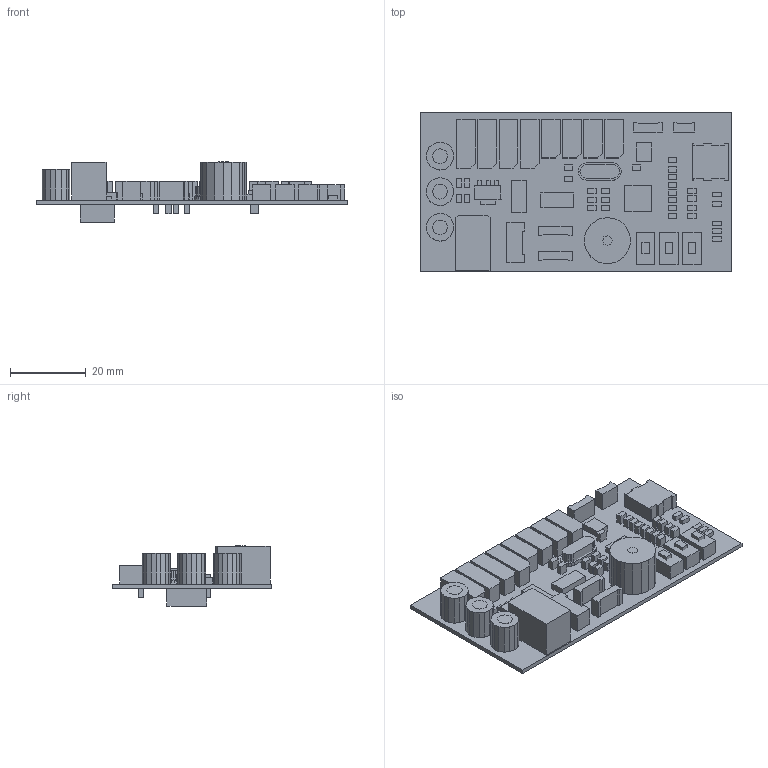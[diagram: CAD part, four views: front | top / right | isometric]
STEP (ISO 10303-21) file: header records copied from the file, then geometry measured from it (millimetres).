
FILE_DESCRIPTION(('Open CASCADE Model'),'2;1');
FILE_NAME('Open CASCADE Shape Model','2014-03-29T16:47:02',('Author'),( 'Open CASCADE'),'Open CASCADE STEP processor 6.2','Open CASCADE 6.2' ,'Unknown');
FILE_SCHEMA(('AUTOMOTIVE_DESIGN { 1 0 10303 214 1 1 1 1 }'));
Length unit declared in the file: millimetre
Products named in the file (126): PCB; Board; Buzzer; 585206432; Extruded; 585206560; C1; 585201696; C2; C3; C4; C5; 585201952; C6; 585204384; 585204512; C7; C8; C9; C10; C11; C12; C13; D3; 585202976; D5; D7; 585203104; D8; 585203232; D9; 585203488; F1; F2; J-PWR1; 585204256; J-USB; 585205152; P1; 585205408 ...
Assembly tree (171 placements, depth 4):
  PCB
    Board
    Buzzer
      585206432
        Extruded
      585206560
        Extruded
    C1
      585201696
        Extruded
    C2
      585201696
        Extruded
    C3
      585201696
        Extruded
    C4
      585201696
        Extruded
    C5
      585201952
        Extruded
    C6
      585204384
        Extruded
      585204512
        Extruded
    C7
      585201952
        Extruded
    C8
      585204384
        Extruded
      585204512
        Extruded
    C9
      585201952
        Extruded
    C10
      585204384
        Extruded
      585204512
        Extruded
    C11
      585201696
        Extruded
    C12
      585201696
        Extruded
    C13
      585201696
        Extruded
    D3
      585202976
        Extruded
    D5
      585202976
        Extruded
    D7
      585203104
Bounding box: 82 x 42 x 15.92 mm (x, y, z)
Volume: 12577.3 mm3; surface area: 15885.3 mm2
Topology: 77 solids, 77 shells, 644 faces, 1470 edges, 980 vertices
Faces by surface type: plane 644
Entity records: 21369 total; most frequent: CARTESIAN_POINT 3210, DIRECTION 3196, LINE 2232, VECTOR 2232, ORIENTED_EDGE 1488, PCURVE 1488, DEFINITIONAL_REPRESENTATION 1488, EDGE_CURVE 744
